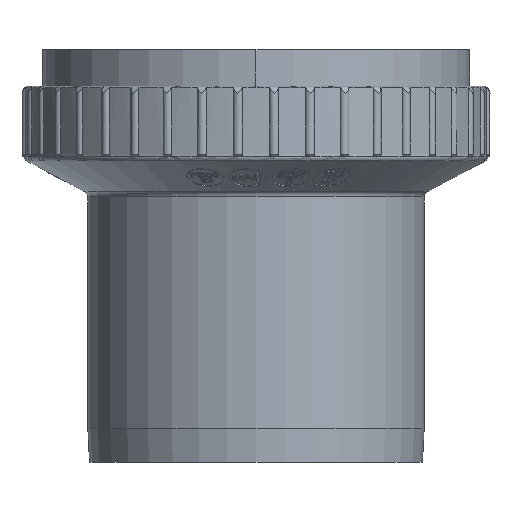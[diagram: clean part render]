
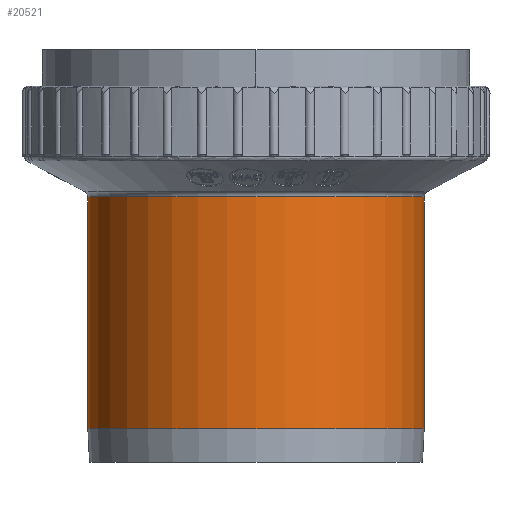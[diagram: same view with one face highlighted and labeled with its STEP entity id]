
A CAD part, front view. The second image highlights one B-rep face of the part: STEP entity #20521.
In plain terms, the highlighted cylindrical face has radius 55 mm (diameter 110 mm), a partial arc.
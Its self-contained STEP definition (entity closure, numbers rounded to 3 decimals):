
#66=CARTESIAN_POINT('',(0.,16.203,0.));
#67=DIRECTION('',(0.,1.,0.));
#68=DIRECTION('',(1.,0.,0.));
#69=AXIS2_PLACEMENT_3D('',#66,#67,#68);
#71=DIRECTION('',(0.,-1.,0.));
#72=VECTOR('',#71,75.797);
#73=CARTESIAN_POINT('',(55.,92.,0.));
#74=LINE('',#73,#72);
#75=CARTESIAN_POINT('',(0.,92.,0.));
#76=DIRECTION('',(0.,-1.,0.));
#77=DIRECTION('',(-1.,0.,0.));
#78=AXIS2_PLACEMENT_3D('',#75,#76,#77);
#80=DIRECTION('',(0.,-1.,0.));
#81=VECTOR('',#80,75.797);
#82=CARTESIAN_POINT('',(-55.,92.,0.));
#83=LINE('',#82,#81);
#16363=CARTESIAN_POINT('',(55.,16.203,0.));
#16364=CARTESIAN_POINT('',(-55.,16.203,0.));
#16365=VERTEX_POINT('',#16363);
#16366=VERTEX_POINT('',#16364);
#16368=CARTESIAN_POINT('',(-55.,92.,0.));
#16370=VERTEX_POINT('',#16368);
#16372=CARTESIAN_POINT('',(55.,92.,0.));
#16374=VERTEX_POINT('',#16372);
#20507=CARTESIAN_POINT('',(0.,0.,0.));
#20508=DIRECTION('',(0.,1.,0.));
#20509=DIRECTION('',(1.,0.,0.));
#20510=AXIS2_PLACEMENT_3D('',#20507,#20508,#20509);
#20511=CYLINDRICAL_SURFACE('',#20510,55.);
#20513=ORIENTED_EDGE('',*,*,#20512,.F.);
#20515=ORIENTED_EDGE('',*,*,#20514,.F.);
#20516=ORIENTED_EDGE('',*,*,#20500,.F.);
#20518=ORIENTED_EDGE('',*,*,#20517,.T.);
#20519=EDGE_LOOP('',(#20513,#20515,#20516,#20518));
#20520=FACE_OUTER_BOUND('',#20519,.F.);
#20521=ADVANCED_FACE('',(#20520),#20511,.T.);
#70=CIRCLE('',#69,55.);
#79=CIRCLE('',#78,55.);
#20500=EDGE_CURVE('',#16370,#16374,#79,.T.);
#20512=EDGE_CURVE('',#16365,#16366,#70,.T.);
#20514=EDGE_CURVE('',#16374,#16365,#74,.T.);
#20517=EDGE_CURVE('',#16370,#16366,#83,.T.);
